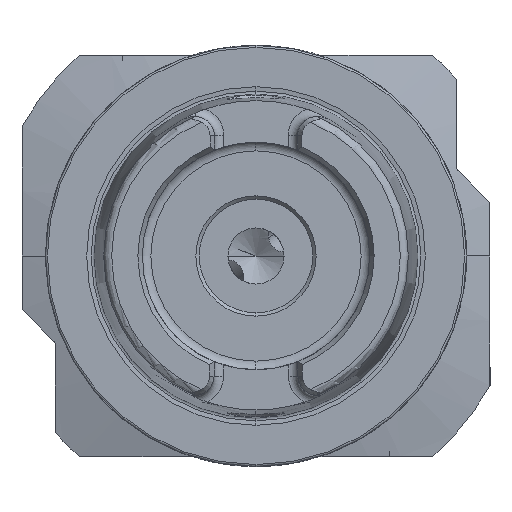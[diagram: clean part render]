
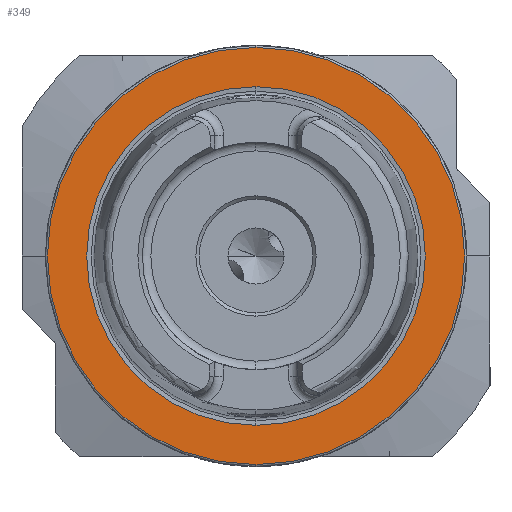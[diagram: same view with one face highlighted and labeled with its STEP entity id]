
A CAD part, left-side view. The second image highlights one B-rep face of the part: STEP entity #349.
In plain terms, the highlighted planar face has unit normal (-1, 0, 0).
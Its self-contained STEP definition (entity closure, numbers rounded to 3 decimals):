
#252 = DIRECTION ( 'NONE',  ( 0., 0., 1. ) ) ;
#349 = ADVANCED_FACE ( 'NONE', ( #10121, #453 ), #10038, .F. ) ;
#453 = FACE_OUTER_BOUND ( 'NONE', #7477, .T. ) ;
#739 = DIRECTION ( 'NONE',  ( -1., 0., 0. ) ) ;
#846 = CARTESIAN_POINT ( 'NONE',  ( 0., 31.2, 0. ) ) ;
#1044 = CARTESIAN_POINT ( 'NONE',  ( 0., 0., 0. ) ) ;
#1068 = AXIS2_PLACEMENT_3D ( 'NONE', #846, #8298, #10109 ) ;
#1312 = CARTESIAN_POINT ( 'NONE',  ( 0., 0., 0. ) ) ;
#1706 = AXIS2_PLACEMENT_3D ( 'NONE', #1044, #5266, #7706 ) ;
#1801 = CIRCLE ( 'NONE', #9484, 31.2 ) ;
#1858 = CARTESIAN_POINT ( 'NONE',  ( 0., 0., 0. ) ) ;
#2000 = DIRECTION ( 'NONE',  ( -1., 0., 0. ) ) ;
#2532 = VERTEX_POINT ( 'NONE', #9776 ) ;
#2924 = AXIS2_PLACEMENT_3D ( 'NONE', #9159, #739, #10006 ) ;
#2956 = DIRECTION ( 'NONE',  ( 0., 0., 1. ) ) ;
#3166 = CIRCLE ( 'NONE', #5222, 31.2 ) ;
#3309 = CARTESIAN_POINT ( 'NONE',  ( 0., 0., -25.324 ) ) ;
#3561 = CARTESIAN_POINT ( 'NONE',  ( 0., 0., 31.2 ) ) ;
#3696 = EDGE_CURVE ( 'NONE', #2532, #7098, #8476, .T. ) ;
#4889 = ORIENTED_EDGE ( 'NONE', *, *, #3696, .F. ) ;
#4938 = EDGE_CURVE ( 'NONE', #9604, #6903, #3166, .T. ) ;
#5222 = AXIS2_PLACEMENT_3D ( 'NONE', #1312, #6337, #2956 ) ;
#5266 = DIRECTION ( 'NONE',  ( -1., 0., 0. ) ) ;
#6337 = DIRECTION ( 'NONE',  ( -1., 0., 0. ) ) ;
#6584 = ORIENTED_EDGE ( 'NONE', *, *, #6838, .F. ) ;
#6838 = EDGE_CURVE ( 'NONE', #7098, #2532, #7379, .T. ) ;
#6903 = VERTEX_POINT ( 'NONE', #3561 ) ;
#7098 = VERTEX_POINT ( 'NONE', #3309 ) ;
#7379 = CIRCLE ( 'NONE', #1706, 25.324 ) ;
#7477 = EDGE_LOOP ( 'NONE', ( #8785, #9798 ) ) ;
#7706 = DIRECTION ( 'NONE',  ( 0., 0., 1. ) ) ;
#7746 = CARTESIAN_POINT ( 'NONE',  ( 0., 0., -31.2 ) ) ;
#8298 = DIRECTION ( 'NONE',  ( 1., 0., 0. ) ) ;
#8476 = CIRCLE ( 'NONE', #2924, 25.324 ) ;
#8785 = ORIENTED_EDGE ( 'NONE', *, *, #9627, .T. ) ;
#9099 = EDGE_LOOP ( 'NONE', ( #4889, #6584 ) ) ;
#9159 = CARTESIAN_POINT ( 'NONE',  ( 0., 0., 0. ) ) ;
#9484 = AXIS2_PLACEMENT_3D ( 'NONE', #1858, #2000, #252 ) ;
#9604 = VERTEX_POINT ( 'NONE', #7746 ) ;
#9627 = EDGE_CURVE ( 'NONE', #6903, #9604, #1801, .T. ) ;
#9776 = CARTESIAN_POINT ( 'NONE',  ( 0., 0., 25.324 ) ) ;
#9798 = ORIENTED_EDGE ( 'NONE', *, *, #4938, .T. ) ;
#10006 = DIRECTION ( 'NONE',  ( 0., 0., 1. ) ) ;
#10038 = PLANE ( 'NONE',  #1068 ) ;
#10109 = DIRECTION ( 'NONE',  ( 0., 0., -1. ) ) ;
#10121 = FACE_BOUND ( 'NONE', #9099, .T. ) ;
